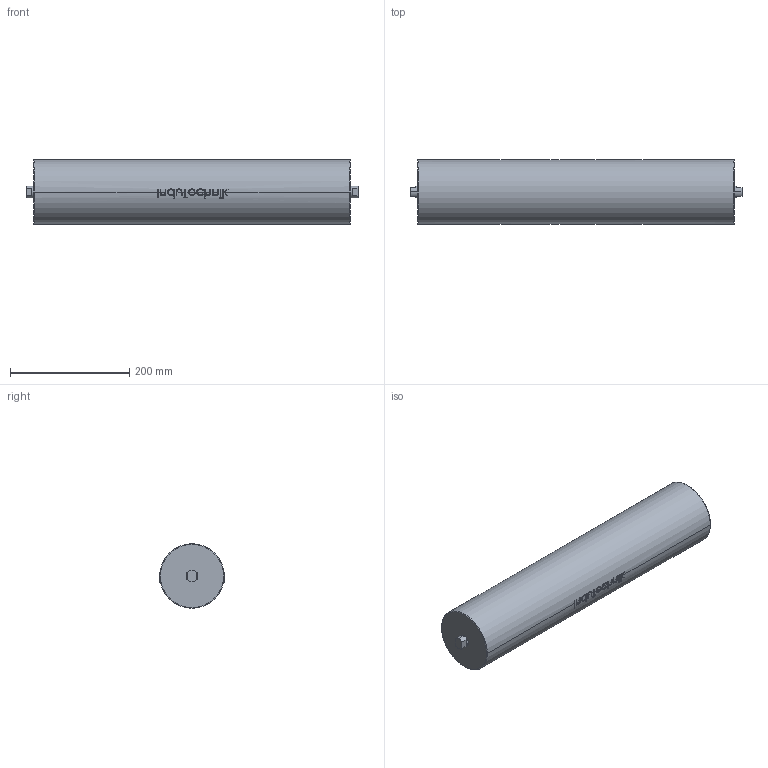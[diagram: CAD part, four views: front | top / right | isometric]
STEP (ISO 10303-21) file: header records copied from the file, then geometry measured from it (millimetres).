
FILE_DESCRIPTION (( 'STEP AP214' ), '1' );
FILE_NAME ('NT.108.0530.100.STEP', '2017-05-16T12:56:20', ( '' ), ( '' ), 'SwSTEP 2.0', 'SolidWorks 2014', '' );
FILE_SCHEMA (( 'AUTOMOTIVE_DESIGN' ));
Length unit declared in the file: millimetre
Products named in the file (2): NT.108.0530.100
Bounding box: 556 x 108.1 x 108 mm (x, y, z)
Volume: 4862570.2 mm3; surface area: 199739.6 mm2
Topology: 1 solids, 1 shells, 305 faces, 881 edges, 586 vertices
Faces by surface type: plane 170, bspline 110, cylinder 21, torus 4
Entity records: 15884 total; most frequent: CARTESIAN_POINT 8398, ORIENTED_EDGE 1762, DIRECTION 1141, EDGE_CURVE 881, VERTEX_POINT 586, VECTOR 487, LINE 487, AXIS2_PLACEMENT_3D 327
